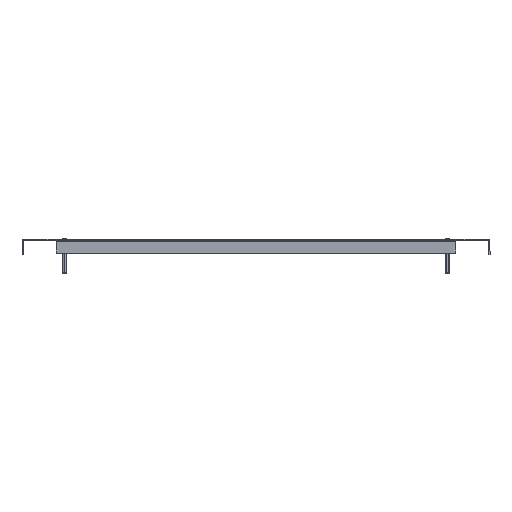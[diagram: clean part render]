
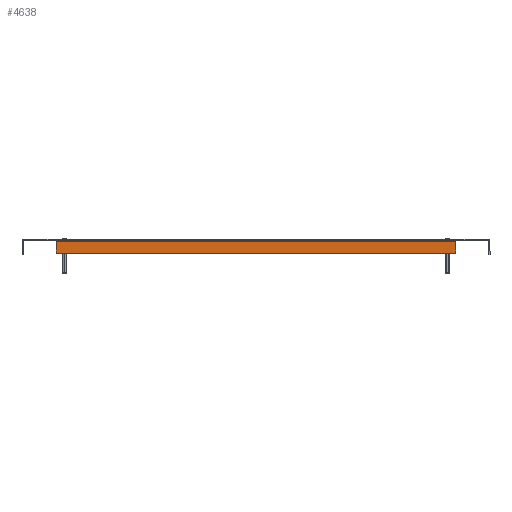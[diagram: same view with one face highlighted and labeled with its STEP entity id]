
A CAD part, front view. The second image highlights one B-rep face of the part: STEP entity #4638.
In plain terms, the highlighted planar face has unit normal (0, -1, 0).
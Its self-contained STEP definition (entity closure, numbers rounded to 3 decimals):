
#281 = DIRECTION ( 'NONE',  ( 0., 0., 1. ) ) ;
#367 = PLANE ( 'NONE',  #5585 ) ;
#1038 = CARTESIAN_POINT ( 'NONE',  ( 260., -1002.25, -16.5 ) ) ;
#1233 = CARTESIAN_POINT ( 'NONE',  ( 260., -1002.25, -1.3 ) ) ;
#1239 = CARTESIAN_POINT ( 'NONE',  ( 0., -1002.25, 0. ) ) ;
#1671 = FACE_OUTER_BOUND ( 'NONE', #2999, .T. ) ;
#1803 = VERTEX_POINT ( 'NONE', #1038 ) ;
#1807 = EDGE_CURVE ( 'NONE', #2299, #5183, #2237, .T. ) ;
#1891 = ORIENTED_EDGE ( 'NONE', *, *, #2655, .T. ) ;
#2237 = LINE ( 'NONE', #3986, #5101 ) ;
#2299 = VERTEX_POINT ( 'NONE', #2786 ) ;
#2347 = CARTESIAN_POINT ( 'NONE',  ( -260., -1002.25, -16.5 ) ) ;
#2655 = EDGE_CURVE ( 'NONE', #2299, #2775, #2987, .T. ) ;
#2775 = VERTEX_POINT ( 'NONE', #2347 ) ;
#2778 = DIRECTION ( 'NONE',  ( 1., 0., 0. ) ) ;
#2786 = CARTESIAN_POINT ( 'NONE',  ( -260., -1002.25, -1.3 ) ) ;
#2894 = DIRECTION ( 'NONE',  ( 0., 0., 1. ) ) ;
#2987 = LINE ( 'NONE', #5203, #3102 ) ;
#2999 = EDGE_LOOP ( 'NONE', ( #3157, #1891, #5056, #4788 ) ) ;
#3102 = VECTOR ( 'NONE', #5236, 1000. ) ;
#3157 = ORIENTED_EDGE ( 'NONE', *, *, #1807, .F. ) ;
#3212 = CARTESIAN_POINT ( 'NONE',  ( 260., -1002.25, -16.5 ) ) ;
#3304 = LINE ( 'NONE', #5051, #3994 ) ;
#3731 = LINE ( 'NONE', #3212, #5363 ) ;
#3977 = EDGE_CURVE ( 'NONE', #2775, #1803, #3731, .T. ) ;
#3986 = CARTESIAN_POINT ( 'NONE',  ( 0., -1002.25, -1.3 ) ) ;
#3994 = VECTOR ( 'NONE', #2894, 1000. ) ;
#3995 = EDGE_CURVE ( 'NONE', #1803, #5183, #3304, .T. ) ;
#4328 = DIRECTION ( 'NONE',  ( 0., 1., 0. ) ) ;
#4616 = DIRECTION ( 'NONE',  ( 1., 0., 0. ) ) ;
#4638 = ADVANCED_FACE ( 'NONE', ( #1671 ), #367, .F. ) ;
#4788 = ORIENTED_EDGE ( 'NONE', *, *, #3995, .T. ) ;
#5051 = CARTESIAN_POINT ( 'NONE',  ( 260., -1002.25, 0. ) ) ;
#5056 = ORIENTED_EDGE ( 'NONE', *, *, #3977, .T. ) ;
#5101 = VECTOR ( 'NONE', #2778, 1000. ) ;
#5183 = VERTEX_POINT ( 'NONE', #1233 ) ;
#5203 = CARTESIAN_POINT ( 'NONE',  ( -260., -1002.25, -16.5 ) ) ;
#5236 = DIRECTION ( 'NONE',  ( 0., 0., -1. ) ) ;
#5363 = VECTOR ( 'NONE', #4616, 1000. ) ;
#5585 = AXIS2_PLACEMENT_3D ( 'NONE', #1239, #4328, #281 ) ;
